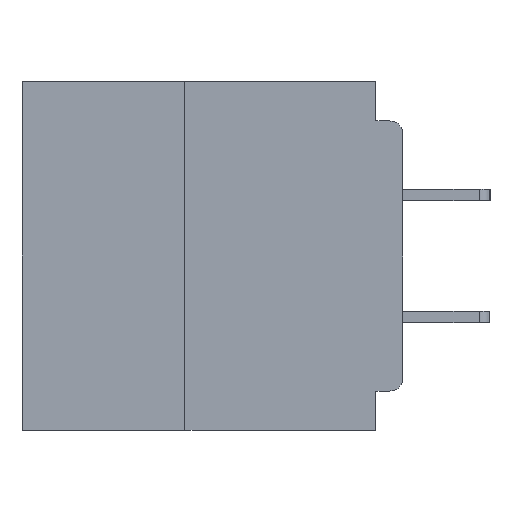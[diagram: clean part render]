
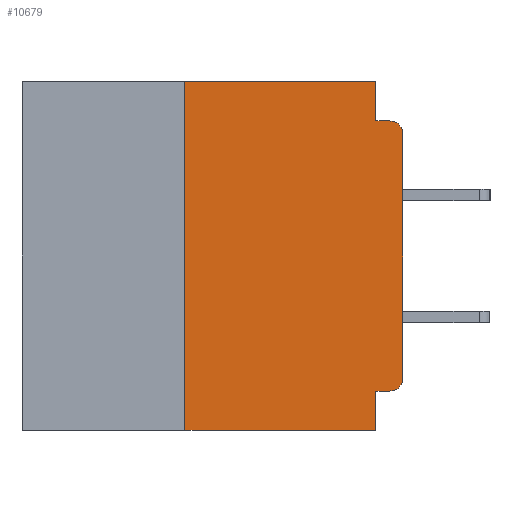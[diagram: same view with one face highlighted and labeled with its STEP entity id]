
A CAD part, left-side view. The second image highlights one B-rep face of the part: STEP entity #10679.
In plain terms, the highlighted planar face has unit normal (-1, 0, 0).
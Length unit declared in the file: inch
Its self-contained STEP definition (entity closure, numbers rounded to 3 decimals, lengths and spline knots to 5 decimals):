
#1146 = CARTESIAN_POINT ( 'NONE',  ( 0., 0.25, -0.4 ) ) ;
#1513 = CARTESIAN_POINT ( 'NONE',  ( 0., 0.031, 0. ) ) ;
#3397 = VECTOR ( 'NONE', #11651, 39.37008 ) ;
#4671 = ORIENTED_EDGE ( 'NONE', *, *, #24481, .F. ) ;
#4993 = AXIS2_PLACEMENT_3D ( 'NONE', #9003, #12768, #38392 ) ;
#6040 = CARTESIAN_POINT ( 'NONE',  ( 0., 0., 0. ) ) ;
#6811 = DIRECTION ( 'NONE',  ( -1., 0., 0. ) ) ;
#6917 = EDGE_CURVE ( 'NONE', #45095, #34378, #46150, .T. ) ;
#7212 = CIRCLE ( 'NONE', #43567, 0.015 ) ;
#7977 = CARTESIAN_POINT ( 'NONE',  ( 0., 0.25, -0.4 ) ) ;
#8259 = CARTESIAN_POINT ( 'NONE',  ( 0., 0.015, -0.355 ) ) ;
#8533 = LINE ( 'NONE', #20714, #17260 ) ;
#8602 = EDGE_CURVE ( 'NONE', #33353, #27524, #38032, .T. ) ;
#8705 = VECTOR ( 'NONE', #30698, 39.37008 ) ;
#8895 = VERTEX_POINT ( 'NONE', #43984 ) ;
#9003 = CARTESIAN_POINT ( 'NONE',  ( 0., 0.437, 0. ) ) ;
#9439 = LINE ( 'NONE', #45835, #27873 ) ;
#9497 = CARTESIAN_POINT ( 'NONE',  ( 0., 0.031, -0.4 ) ) ;
#9600 = EDGE_CURVE ( 'NONE', #34378, #8895, #15024, .T. ) ;
#10679 = ADVANCED_FACE ( 'NONE', ( #45850 ), #31046, .F. ) ;
#11651 = DIRECTION ( 'NONE',  ( 0., -1., 0. ) ) ;
#11678 = EDGE_LOOP ( 'NONE', ( #39724, #32572, #37280, #24732, #4671, #25261, #31816, #36654, #11722, #39151 ) ) ;
#11722 = ORIENTED_EDGE ( 'NONE', *, *, #23056, .F. ) ;
#12491 = CARTESIAN_POINT ( 'NONE',  ( 0., 0.437, 0. ) ) ;
#12768 = DIRECTION ( 'NONE',  ( 1., 0., 0. ) ) ;
#12904 = EDGE_CURVE ( 'NONE', #45021, #28580, #9439, .T. ) ;
#12921 = CARTESIAN_POINT ( 'NONE',  ( 0., 0., -0.34 ) ) ;
#15024 = CIRCLE ( 'NONE', #43185, 0.015 ) ;
#15392 = CARTESIAN_POINT ( 'NONE',  ( 0., 0., -0.045 ) ) ;
#15656 = VERTEX_POINT ( 'NONE', #8259 ) ;
#16034 = LINE ( 'NONE', #17506, #44134 ) ;
#16953 = VECTOR ( 'NONE', #20906, 39.37008 ) ;
#17015 = CARTESIAN_POINT ( 'NONE',  ( 0., 0.015, -0.34 ) ) ;
#17260 = VECTOR ( 'NONE', #28252, 39.37008 ) ;
#17506 = CARTESIAN_POINT ( 'NONE',  ( 0., 0., -0.355 ) ) ;
#20685 = DIRECTION ( 'NONE',  ( 0., 0., -1. ) ) ;
#20714 = CARTESIAN_POINT ( 'NONE',  ( 0., 0.437, -0.4 ) ) ;
#20906 = DIRECTION ( 'NONE',  ( 0., 0., 1. ) ) ;
#22733 = EDGE_CURVE ( 'NONE', #26642, #39337, #30969, .T. ) ;
#23056 = EDGE_CURVE ( 'NONE', #15656, #26642, #16034, .T. ) ;
#24217 = LINE ( 'NONE', #15392, #3397 ) ;
#24481 = EDGE_CURVE ( 'NONE', #27524, #45021, #27591, .T. ) ;
#24732 = ORIENTED_EDGE ( 'NONE', *, *, #12904, .F. ) ;
#25261 = ORIENTED_EDGE ( 'NONE', *, *, #8602, .F. ) ;
#26642 = VERTEX_POINT ( 'NONE', #28363 ) ;
#26807 = DIRECTION ( 'NONE',  ( 0., 0., -1. ) ) ;
#27524 = VERTEX_POINT ( 'NONE', #40600 ) ;
#27591 = LINE ( 'NONE', #12491, #45906 ) ;
#27873 = VECTOR ( 'NONE', #42171, 39.37008 ) ;
#28252 = DIRECTION ( 'NONE',  ( 0., -1., 0. ) ) ;
#28363 = CARTESIAN_POINT ( 'NONE',  ( 0., 0.031, -0.355 ) ) ;
#28580 = VERTEX_POINT ( 'NONE', #36003 ) ;
#28915 = CARTESIAN_POINT ( 'NONE',  ( 0., 0.015, -0.06 ) ) ;
#30698 = DIRECTION ( 'NONE',  ( 0., 0., 1. ) ) ;
#30969 = LINE ( 'NONE', #45065, #38397 ) ;
#31046 = PLANE ( 'NONE',  #4993 ) ;
#31379 = EDGE_CURVE ( 'NONE', #15656, #45095, #7212, .T. ) ;
#31816 = ORIENTED_EDGE ( 'NONE', *, *, #47147, .T. ) ;
#32572 = ORIENTED_EDGE ( 'NONE', *, *, #9600, .T. ) ;
#32578 = DIRECTION ( 'NONE',  ( 0., 0., -1. ) ) ;
#33353 = VERTEX_POINT ( 'NONE', #7977 ) ;
#34378 = VERTEX_POINT ( 'NONE', #43415 ) ;
#36003 = CARTESIAN_POINT ( 'NONE',  ( 0., 0.031, -0.045 ) ) ;
#36654 = ORIENTED_EDGE ( 'NONE', *, *, #22733, .F. ) ;
#37280 = ORIENTED_EDGE ( 'NONE', *, *, #40834, .F. ) ;
#38032 = LINE ( 'NONE', #1146, #8705 ) ;
#38392 = DIRECTION ( 'NONE',  ( 0., 0., -1. ) ) ;
#38397 = VECTOR ( 'NONE', #26807, 39.37008 ) ;
#39151 = ORIENTED_EDGE ( 'NONE', *, *, #31379, .T. ) ;
#39337 = VERTEX_POINT ( 'NONE', #9497 ) ;
#39724 = ORIENTED_EDGE ( 'NONE', *, *, #6917, .T. ) ;
#40600 = CARTESIAN_POINT ( 'NONE',  ( 0., 0.25, 0. ) ) ;
#40834 = EDGE_CURVE ( 'NONE', #28580, #8895, #24217, .T. ) ;
#41838 = DIRECTION ( 'NONE',  ( 0., -1., 0. ) ) ;
#42171 = DIRECTION ( 'NONE',  ( 0., 0., -1. ) ) ;
#42627 = DIRECTION ( 'NONE',  ( -1., 0., 0. ) ) ;
#43185 = AXIS2_PLACEMENT_3D ( 'NONE', #28915, #6811, #32578 ) ;
#43415 = CARTESIAN_POINT ( 'NONE',  ( 0., 0., -0.06 ) ) ;
#43567 = AXIS2_PLACEMENT_3D ( 'NONE', #17015, #42627, #20685 ) ;
#43984 = CARTESIAN_POINT ( 'NONE',  ( 0., 0.015, -0.045 ) ) ;
#44134 = VECTOR ( 'NONE', #46789, 39.37008 ) ;
#45021 = VERTEX_POINT ( 'NONE', #1513 ) ;
#45065 = CARTESIAN_POINT ( 'NONE',  ( 0., 0.031, -0.4 ) ) ;
#45095 = VERTEX_POINT ( 'NONE', #12921 ) ;
#45835 = CARTESIAN_POINT ( 'NONE',  ( 0., 0.031, 0. ) ) ;
#45850 = FACE_OUTER_BOUND ( 'NONE', #11678, .T. ) ;
#45906 = VECTOR ( 'NONE', #41838, 39.37008 ) ;
#46150 = LINE ( 'NONE', #6040, #16953 ) ;
#46789 = DIRECTION ( 'NONE',  ( 0., 1., 0. ) ) ;
#47147 = EDGE_CURVE ( 'NONE', #33353, #39337, #8533, .T. ) ;
